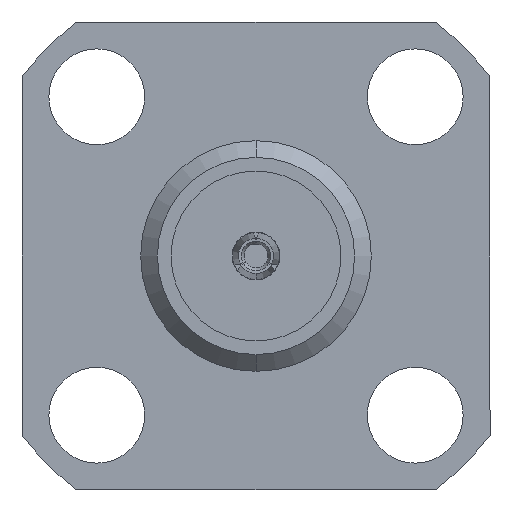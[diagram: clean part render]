
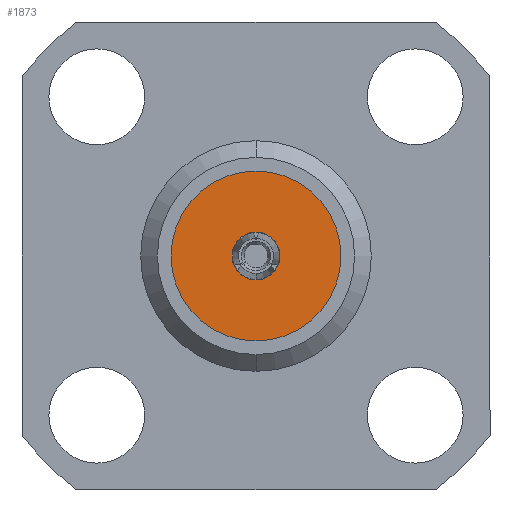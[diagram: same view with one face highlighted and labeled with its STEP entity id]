
A CAD part, left-side view. The second image highlights one B-rep face of the part: STEP entity #1873.
In plain terms, the highlighted planar face has unit normal (-1, 0, 0).
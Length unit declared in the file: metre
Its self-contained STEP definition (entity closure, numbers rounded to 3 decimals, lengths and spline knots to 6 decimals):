
#2 = CARTESIAN_POINT ( 'NONE',  ( 0., 0., 0.002305 ) ) ;
#31 = DIRECTION ( 'NONE',  ( 1., 0., 0. ) ) ;
#33 = CARTESIAN_POINT ( 'NONE',  ( 0., 0., 0. ) ) ;
#44 = DIRECTION ( 'NONE',  ( 0., 0., -1. ) ) ;
#76 = ORIENTED_EDGE ( 'NONE', *, *, #2330, .F. ) ;
#100 = DIRECTION ( 'NONE',  ( -1., 0., 0. ) ) ;
#121 = CIRCLE ( 'NONE', #2199, 0.00065 ) ;
#144 = AXIS2_PLACEMENT_3D ( 'NONE', #1701, #31, #44 ) ;
#236 = EDGE_LOOP ( 'NONE', ( #478, #76 ) ) ;
#254 = VERTEX_POINT ( 'NONE', #2 ) ;
#273 = CARTESIAN_POINT ( 'NONE',  ( 0., 0., 0. ) ) ;
#283 = EDGE_CURVE ( 'NONE', #254, #338, #1782, .T. ) ;
#294 = PLANE ( 'NONE',  #1460 ) ;
#338 = VERTEX_POINT ( 'NONE', #651 ) ;
#457 = ORIENTED_EDGE ( 'NONE', *, *, #1363, .F. ) ;
#478 = ORIENTED_EDGE ( 'NONE', *, *, #283, .F. ) ;
#514 = CARTESIAN_POINT ( 'NONE',  ( 0., 0., 0.00065 ) ) ;
#651 = CARTESIAN_POINT ( 'NONE',  ( 0., 0., -0.002305 ) ) ;
#671 = CIRCLE ( 'NONE', #144, 0.002305 ) ;
#857 = DIRECTION ( 'NONE',  ( 1., 0., 0. ) ) ;
#881 = AXIS2_PLACEMENT_3D ( 'NONE', #1963, #100, #2378 ) ;
#895 = FACE_BOUND ( 'NONE', #2384, .T. ) ;
#1034 = DIRECTION ( 'NONE',  ( 1., 0., 0. ) ) ;
#1354 = AXIS2_PLACEMENT_3D ( 'NONE', #273, #1034, #1399 ) ;
#1355 = DIRECTION ( 'NONE',  ( -1., 0., 0. ) ) ;
#1363 = EDGE_CURVE ( 'NONE', #1414, #2269, #121, .T. ) ;
#1399 = DIRECTION ( 'NONE',  ( 0., 0., -1. ) ) ;
#1414 = VERTEX_POINT ( 'NONE', #1858 ) ;
#1460 = AXIS2_PLACEMENT_3D ( 'NONE', #1644, #857, #2409 ) ;
#1513 = CIRCLE ( 'NONE', #881, 0.00065 ) ;
#1644 = CARTESIAN_POINT ( 'NONE',  ( 0., 0.00065, 0. ) ) ;
#1701 = CARTESIAN_POINT ( 'NONE',  ( 0., 0., 0. ) ) ;
#1760 = ORIENTED_EDGE ( 'NONE', *, *, #2406, .F. ) ;
#1782 = CIRCLE ( 'NONE', #1354, 0.002305 ) ;
#1858 = CARTESIAN_POINT ( 'NONE',  ( 0., 0., -0.00065 ) ) ;
#1870 = DIRECTION ( 'NONE',  ( 0., 0., 1. ) ) ;
#1873 = ADVANCED_FACE ( 'NONE', ( #895, #2183 ), #294, .F. ) ;
#1963 = CARTESIAN_POINT ( 'NONE',  ( 0., 0., 0. ) ) ;
#2183 = FACE_OUTER_BOUND ( 'NONE', #236, .T. ) ;
#2199 = AXIS2_PLACEMENT_3D ( 'NONE', #33, #1355, #1870 ) ;
#2269 = VERTEX_POINT ( 'NONE', #514 ) ;
#2330 = EDGE_CURVE ( 'NONE', #338, #254, #671, .T. ) ;
#2378 = DIRECTION ( 'NONE',  ( 0., 0., 1. ) ) ;
#2384 = EDGE_LOOP ( 'NONE', ( #1760, #457 ) ) ;
#2406 = EDGE_CURVE ( 'NONE', #2269, #1414, #1513, .T. ) ;
#2409 = DIRECTION ( 'NONE',  ( 0., 0., -1. ) ) ;
